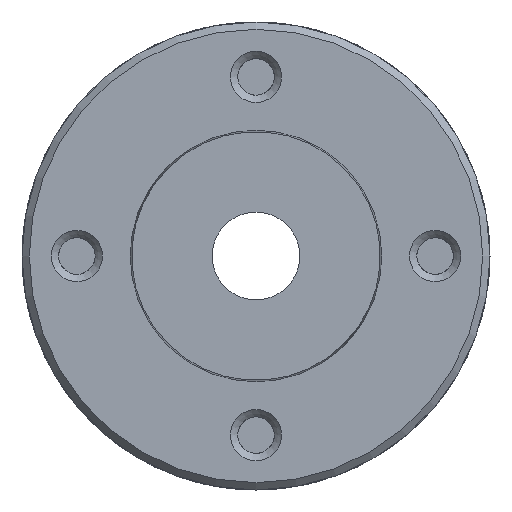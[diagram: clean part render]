
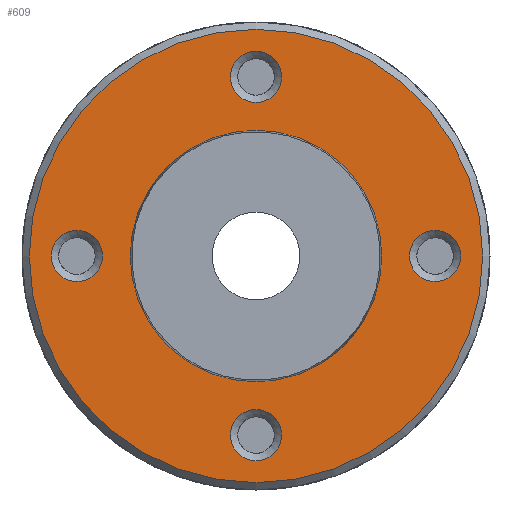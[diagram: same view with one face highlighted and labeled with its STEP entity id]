
A CAD part, left-side view. The second image highlights one B-rep face of the part: STEP entity #609.
In plain terms, the highlighted planar face has unit normal (-1, 0, 0).
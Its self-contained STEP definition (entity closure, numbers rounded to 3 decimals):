
#609 = ADVANCED_FACE( '', ( #1468, #1469, #1470, #1471, #1472, #1473 ), #1474, .T. );
#1468 = FACE_OUTER_BOUND( '', #2641, .T. );
#1469 = FACE_BOUND( '', #2642, .T. );
#1470 = FACE_BOUND( '', #2643, .T. );
#1471 = FACE_BOUND( '', #2644, .T. );
#1472 = FACE_BOUND( '', #2645, .T. );
#1473 = FACE_BOUND( '', #2646, .T. );
#1474 = PLANE( '', #2647 );
#2641 = EDGE_LOOP( '', ( #4352 ) );
#2642 = EDGE_LOOP( '', ( #4353 ) );
#2643 = EDGE_LOOP( '', ( #4354 ) );
#2644 = EDGE_LOOP( '', ( #4355 ) );
#2645 = EDGE_LOOP( '', ( #4356 ) );
#2646 = EDGE_LOOP( '', ( #4357 ) );
#2647 = AXIS2_PLACEMENT_3D( '', #4358, #4359, #4360 );
#4352 = ORIENTED_EDGE( '', *, *, #6070, .T. );
#4353 = ORIENTED_EDGE( '', *, *, #5860, .T. );
#4354 = ORIENTED_EDGE( '', *, *, #6376, .T. );
#4355 = ORIENTED_EDGE( '', *, *, #6377, .T. );
#4356 = ORIENTED_EDGE( '', *, *, #6022, .T. );
#4357 = ORIENTED_EDGE( '', *, *, #6378, .F. );
#4358 = CARTESIAN_POINT( '', ( -19., -8.6, 0. ) );
#4359 = DIRECTION( '', ( -1., 0., 0. ) );
#4360 = DIRECTION( '', ( 0., -1., 0. ) );
#5860 = EDGE_CURVE( '', #6791, #6791, #6792, .T. );
#6022 = EDGE_CURVE( '', #7062, #7062, #7063, .T. );
#6070 = EDGE_CURVE( '', #7145, #7145, #7146, .T. );
#6376 = EDGE_CURVE( '', #7609, #7609, #7610, .T. );
#6377 = EDGE_CURVE( '', #7611, #7611, #7612, .T. );
#6378 = EDGE_CURVE( '', #7613, #7613, #7614, .T. );
#6791 = VERTEX_POINT( '', #8138 );
#6792 = CIRCLE( '', #8139, 1.75 );
#7062 = VERTEX_POINT( '', #8500 );
#7063 = CIRCLE( '', #8501, 1.75 );
#7145 = VERTEX_POINT( '', #8611 );
#7146 = CIRCLE( '', #8612, 15.5 );
#7609 = VERTEX_POINT( '', #9203 );
#7610 = CIRCLE( '', #9204, 1.75 );
#7611 = VERTEX_POINT( '', #9205 );
#7612 = CIRCLE( '', #9206, 1.75 );
#7613 = VERTEX_POINT( '', #9207 );
#7614 = CIRCLE( '', #9208, 8.6 );
#8138 = CARTESIAN_POINT( '', ( -19., 10.5, 0. ) );
#8139 = AXIS2_PLACEMENT_3D( '', #9852, #9853, #9854 );
#8500 = CARTESIAN_POINT( '', ( -19., -1.75, 12.25 ) );
#8501 = AXIS2_PLACEMENT_3D( '', #10069, #10070, #10071 );
#8611 = CARTESIAN_POINT( '', ( -19., -15.5, 0. ) );
#8612 = AXIS2_PLACEMENT_3D( '', #10142, #10143, #10144 );
#9203 = CARTESIAN_POINT( '', ( -19., -1.75, -12.25 ) );
#9204 = AXIS2_PLACEMENT_3D( '', #10594, #10595, #10596 );
#9205 = CARTESIAN_POINT( '', ( -19., -14., 0. ) );
#9206 = AXIS2_PLACEMENT_3D( '', #10597, #10598, #10599 );
#9207 = CARTESIAN_POINT( '', ( -19., -8.6, 0. ) );
#9208 = AXIS2_PLACEMENT_3D( '', #10600, #10601, #10602 );
#9852 = CARTESIAN_POINT( '', ( -19., 12.25, 0. ) );
#9853 = DIRECTION( '', ( 1., 0., 0. ) );
#9854 = DIRECTION( '', ( 0., -1., 0. ) );
#10069 = CARTESIAN_POINT( '', ( -19., 0., 12.25 ) );
#10070 = DIRECTION( '', ( 1., 0., 0. ) );
#10071 = DIRECTION( '', ( 0., -1., 0. ) );
#10142 = CARTESIAN_POINT( '', ( -19., 0., 0. ) );
#10143 = DIRECTION( '', ( -1., 0., 0. ) );
#10144 = DIRECTION( '', ( 0., -1., 0. ) );
#10594 = CARTESIAN_POINT( '', ( -19., 0., -12.25 ) );
#10595 = DIRECTION( '', ( 1., 0., 0. ) );
#10596 = DIRECTION( '', ( 0., -1., 0. ) );
#10597 = CARTESIAN_POINT( '', ( -19., -12.25, 0. ) );
#10598 = DIRECTION( '', ( 1., 0., 0. ) );
#10599 = DIRECTION( '', ( 0., -1., 0. ) );
#10600 = CARTESIAN_POINT( '', ( -19., 0., 0. ) );
#10601 = DIRECTION( '', ( -1., 0., 0. ) );
#10602 = DIRECTION( '', ( 0., -1., 0. ) );
